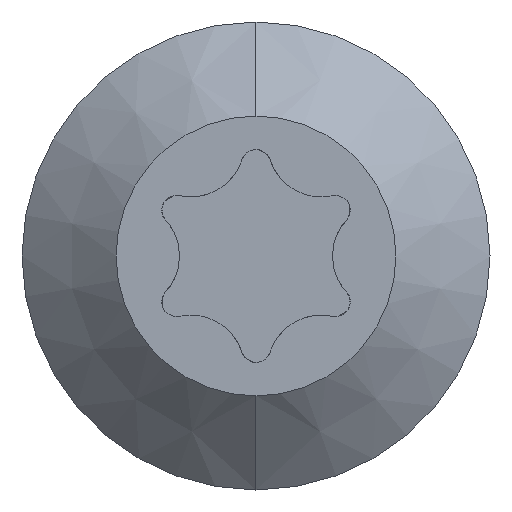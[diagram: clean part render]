
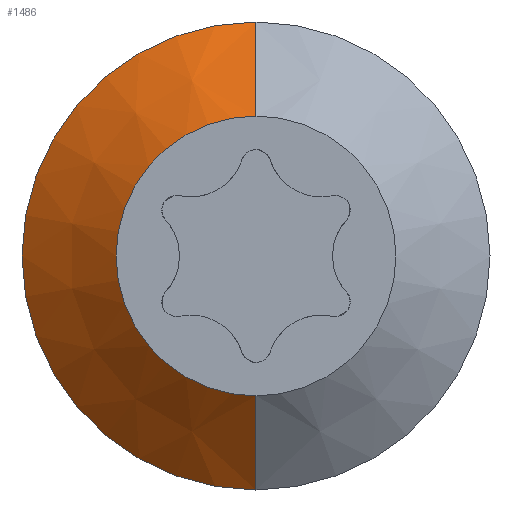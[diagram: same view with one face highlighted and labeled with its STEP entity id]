
A CAD part, left-side view. The second image highlights one B-rep face of the part: STEP entity #1486.
In plain terms, the highlighted conical face has half-angle 49.764 degrees and reference radius 9.7 mm.
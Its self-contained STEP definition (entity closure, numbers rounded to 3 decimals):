
#216 = VECTOR ( 'NONE', #1264, 1000. ) ;
#235 = CARTESIAN_POINT ( 'NONE',  ( 3.3, 0., -9.7 ) ) ;
#236 = FACE_OUTER_BOUND ( 'NONE', #575, .T. ) ;
#241 = DIRECTION ( 'NONE',  ( 0.646, 0., 0.763 ) ) ;
#258 = LINE ( 'NONE', #681, #216 ) ;
#277 = CARTESIAN_POINT ( 'NONE',  ( 0., 0., 5.8 ) ) ;
#353 = VERTEX_POINT ( 'NONE', #1532 ) ;
#420 = DIRECTION ( 'NONE',  ( 0., 0., -1. ) ) ;
#450 = LINE ( 'NONE', #843, #501 ) ;
#451 = AXIS2_PLACEMENT_3D ( 'NONE', #1045, #899, #1751 ) ;
#493 = AXIS2_PLACEMENT_3D ( 'NONE', #1144, #1009, #420 ) ;
#501 = VECTOR ( 'NONE', #241, 1000. ) ;
#575 = EDGE_LOOP ( 'NONE', ( #1265, #1403, #728, #1287 ) ) ;
#681 = CARTESIAN_POINT ( 'NONE',  ( 3.3, 0., -9.7 ) ) ;
#728 = ORIENTED_EDGE ( 'NONE', *, *, #1196, .F. ) ;
#843 = CARTESIAN_POINT ( 'NONE',  ( 3.3, 0., 9.7 ) ) ;
#860 = DIRECTION ( 'NONE',  ( 0., 0., 1. ) ) ;
#882 = CIRCLE ( 'NONE', #1776, 9.7 ) ;
#899 = DIRECTION ( 'NONE',  ( 1., 0., 0. ) ) ;
#912 = VERTEX_POINT ( 'NONE', #1440 ) ;
#1009 = DIRECTION ( 'NONE',  ( 1., 0., 0. ) ) ;
#1045 = CARTESIAN_POINT ( 'NONE',  ( 0., 0., 0. ) ) ;
#1106 = EDGE_CURVE ( 'NONE', #1401, #353, #450, .T. ) ;
#1127 = VERTEX_POINT ( 'NONE', #235 ) ;
#1131 = EDGE_CURVE ( 'NONE', #912, #1127, #258, .T. ) ;
#1144 = CARTESIAN_POINT ( 'NONE',  ( 3.3, 0., 0. ) ) ;
#1196 = EDGE_CURVE ( 'NONE', #1127, #353, #882, .T. ) ;
#1264 = DIRECTION ( 'NONE',  ( 0.646, 0., -0.763 ) ) ;
#1265 = ORIENTED_EDGE ( 'NONE', *, *, #1508, .T. ) ;
#1287 = ORIENTED_EDGE ( 'NONE', *, *, #1131, .F. ) ;
#1401 = VERTEX_POINT ( 'NONE', #277 ) ;
#1403 = ORIENTED_EDGE ( 'NONE', *, *, #1106, .T. ) ;
#1440 = CARTESIAN_POINT ( 'NONE',  ( 0., 0., -5.8 ) ) ;
#1486 = ADVANCED_FACE ( 'NONE', ( #236 ), #1660, .T. ) ;
#1508 = EDGE_CURVE ( 'NONE', #912, #1401, #1789, .T. ) ;
#1532 = CARTESIAN_POINT ( 'NONE',  ( 3.3, 0., 9.7 ) ) ;
#1571 = DIRECTION ( 'NONE',  ( 1., 0., 0. ) ) ;
#1660 = CONICAL_SURFACE ( 'NONE', #493, 9.7, 0.869 ) ;
#1707 = CARTESIAN_POINT ( 'NONE',  ( 3.3, 0., 0. ) ) ;
#1751 = DIRECTION ( 'NONE',  ( 0., 0., -1. ) ) ;
#1776 = AXIS2_PLACEMENT_3D ( 'NONE', #1707, #1571, #860 ) ;
#1789 = CIRCLE ( 'NONE', #451, 5.8 ) ;
